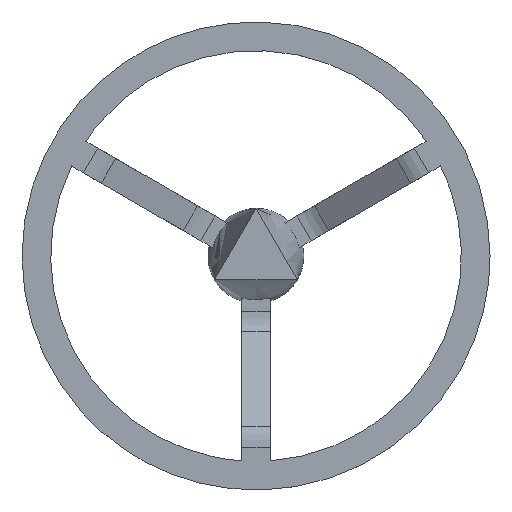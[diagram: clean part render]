
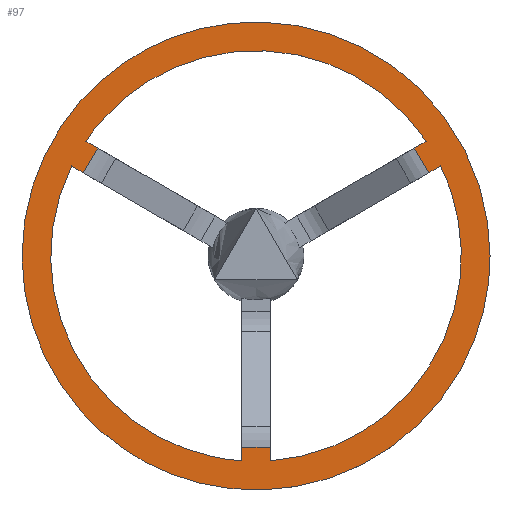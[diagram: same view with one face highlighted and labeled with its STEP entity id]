
A CAD part, top view. The second image highlights one B-rep face of the part: STEP entity #97.
In plain terms, the highlighted free-form (B-spline) face has degree [1, 1] with [2, 2] control points.
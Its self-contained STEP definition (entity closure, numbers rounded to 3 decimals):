
#32 = VERTEX_POINT('',#33);
#33 = CARTESIAN_POINT('',(6.327,3.085,2.622)
  );
#38 = EDGE_CURVE('',#39,#32,#41,.T.);
#39 = VERTEX_POINT('',#40);
#40 = CARTESIAN_POINT('',(0.492,-7.022,2.622)
  );
#41 = ( BOUNDED_CURVE() B_SPLINE_CURVE(2,(#42,#43,#44),.UNSPECIFIED.,.F.
,.F.) B_SPLINE_CURVE_WITH_KNOTS((3,3),(4.782,6.737),
.PIECEWISE_BEZIER_KNOTS.) CURVE() GEOMETRIC_REPRESENTATION_ITEM() 
RATIONAL_B_SPLINE_CURVE((1.,0.559,1.)) REPRESENTATION_ITEM('') 
  );
#42 = CARTESIAN_POINT('',(0.492,-7.022,2.622)
  );
#43 = CARTESIAN_POINT('',(10.901,-6.294,2.622
    ));
#44 = CARTESIAN_POINT('',(6.327,3.085,2.622)
  );
#72 = VERTEX_POINT('',#73);
#73 = CARTESIAN_POINT('',(-5.836,3.937,2.622)
  );
#78 = EDGE_CURVE('',#79,#72,#81,.T.);
#79 = VERTEX_POINT('',#80);
#80 = CARTESIAN_POINT('',(5.836,3.937,2.622)
  );
#81 = ( BOUNDED_CURVE() B_SPLINE_CURVE(2,(#82,#83,#84),.UNSPECIFIED.,.F.
,.F.) B_SPLINE_CURVE_WITH_KNOTS((3,3),(0.593,2.548),
.PIECEWISE_BEZIER_KNOTS.) CURVE() GEOMETRIC_REPRESENTATION_ITEM() 
RATIONAL_B_SPLINE_CURVE((1.,0.559,1.)) REPRESENTATION_ITEM('') 
  );
#82 = CARTESIAN_POINT('',(5.836,3.937,2.622)
  );
#83 = CARTESIAN_POINT('',(0.,12.587,
    2.622));
#84 = CARTESIAN_POINT('',(-5.836,3.937,2.622)
  );
#97 = ADVANCED_FACE('',(#98,#169),#183,.T.);
#98 = FACE_BOUND('',#99,.T.);
#99 = EDGE_LOOP('',(#100,#101,#108,#115,#122,#130,#137,#144,#149,#150,
    #157,#164));
#100 = ORIENTED_EDGE('',*,*,#38,.F.);
#101 = ORIENTED_EDGE('',*,*,#102,.F.);
#102 = EDGE_CURVE('',#103,#39,#105,.T.);
#103 = VERTEX_POINT('',#104);
#104 = CARTESIAN_POINT('',(0.492,-6.554,2.622
    ));
#105 = B_SPLINE_CURVE_WITH_KNOTS('',1,(#106,#107),.UNSPECIFIED.,.F.,.F.,
  (2,2),(0.,0.357),.PIECEWISE_BEZIER_KNOTS.);
#106 = CARTESIAN_POINT('',(0.492,-6.554,2.622
    ));
#107 = CARTESIAN_POINT('',(0.492,-7.022,2.622
    ));
#108 = ORIENTED_EDGE('',*,*,#109,.T.);
#109 = EDGE_CURVE('',#103,#110,#112,.T.);
#110 = VERTEX_POINT('',#111);
#111 = CARTESIAN_POINT('',(-0.492,-6.554,
    2.622));
#112 = B_SPLINE_CURVE_WITH_KNOTS('',1,(#113,#114),.UNSPECIFIED.,.F.,.F.,
  (2,2),(0.,0.75),.PIECEWISE_BEZIER_KNOTS.);
#113 = CARTESIAN_POINT('',(0.492,-6.554,2.622
    ));
#114 = CARTESIAN_POINT('',(-0.492,-6.554,
    2.622));
#115 = ORIENTED_EDGE('',*,*,#116,.T.);
#116 = EDGE_CURVE('',#110,#117,#119,.T.);
#117 = VERTEX_POINT('',#118);
#118 = CARTESIAN_POINT('',(-0.492,-7.022,
    2.622));
#119 = B_SPLINE_CURVE_WITH_KNOTS('',1,(#120,#121),.UNSPECIFIED.,.F.,.F.,
  (2,2),(0.,0.357),.PIECEWISE_BEZIER_KNOTS.);
#120 = CARTESIAN_POINT('',(-0.492,-6.554,
    2.622));
#121 = CARTESIAN_POINT('',(-0.492,-7.022,
    2.622));
#122 = ORIENTED_EDGE('',*,*,#123,.F.);
#123 = EDGE_CURVE('',#124,#117,#126,.T.);
#124 = VERTEX_POINT('',#125);
#125 = CARTESIAN_POINT('',(-6.327,3.085,2.622
    ));
#126 = ( BOUNDED_CURVE() B_SPLINE_CURVE(2,(#127,#128,#129),
.UNSPECIFIED.,.F.,.F.) B_SPLINE_CURVE_WITH_KNOTS((3,3),(2.688,
4.642),.PIECEWISE_BEZIER_KNOTS.) CURVE() 
GEOMETRIC_REPRESENTATION_ITEM() RATIONAL_B_SPLINE_CURVE((1.,
0.559,1.)) REPRESENTATION_ITEM('') );
#127 = CARTESIAN_POINT('',(-6.327,3.085,2.622
    ));
#128 = CARTESIAN_POINT('',(-10.901,-6.294,
    2.622));
#129 = CARTESIAN_POINT('',(-0.492,-7.022,
    2.622));
#130 = ORIENTED_EDGE('',*,*,#131,.F.);
#131 = EDGE_CURVE('',#132,#124,#134,.T.);
#132 = VERTEX_POINT('',#133);
#133 = CARTESIAN_POINT('',(-5.922,2.851,2.622
    ));
#134 = B_SPLINE_CURVE_WITH_KNOTS('',1,(#135,#136),.UNSPECIFIED.,.F.,.F.,
  (2,2),(0.,0.357),.PIECEWISE_BEZIER_KNOTS.);
#135 = CARTESIAN_POINT('',(-5.922,2.851,2.622
    ));
#136 = CARTESIAN_POINT('',(-6.327,3.085,2.622
    ));
#137 = ORIENTED_EDGE('',*,*,#138,.T.);
#138 = EDGE_CURVE('',#132,#139,#141,.T.);
#139 = VERTEX_POINT('',#140);
#140 = CARTESIAN_POINT('',(-5.43,3.703,2.622
    ));
#141 = B_SPLINE_CURVE_WITH_KNOTS('',1,(#142,#143),.UNSPECIFIED.,.F.,.F.,
  (2,2),(0.,0.75),.PIECEWISE_BEZIER_KNOTS.);
#142 = CARTESIAN_POINT('',(-5.922,2.851,2.622
    ));
#143 = CARTESIAN_POINT('',(-5.43,3.703,2.622
    ));
#144 = ORIENTED_EDGE('',*,*,#145,.T.);
#145 = EDGE_CURVE('',#139,#72,#146,.T.);
#146 = B_SPLINE_CURVE_WITH_KNOTS('',1,(#147,#148),.UNSPECIFIED.,.F.,.F.,
  (2,2),(0.,0.357),.PIECEWISE_BEZIER_KNOTS.);
#147 = CARTESIAN_POINT('',(-5.43,3.703,2.622
    ));
#148 = CARTESIAN_POINT('',(-5.836,3.937,2.622
    ));
#149 = ORIENTED_EDGE('',*,*,#78,.F.);
#150 = ORIENTED_EDGE('',*,*,#151,.F.);
#151 = EDGE_CURVE('',#152,#79,#154,.T.);
#152 = VERTEX_POINT('',#153);
#153 = CARTESIAN_POINT('',(5.43,3.703,2.622)
  );
#154 = B_SPLINE_CURVE_WITH_KNOTS('',1,(#155,#156),.UNSPECIFIED.,.F.,.F.,
  (2,2),(0.,0.357),.PIECEWISE_BEZIER_KNOTS.);
#155 = CARTESIAN_POINT('',(5.43,3.703,2.622)
  );
#156 = CARTESIAN_POINT('',(5.836,3.937,2.622)
  );
#157 = ORIENTED_EDGE('',*,*,#158,.T.);
#158 = EDGE_CURVE('',#152,#159,#161,.T.);
#159 = VERTEX_POINT('',#160);
#160 = CARTESIAN_POINT('',(5.922,2.851,2.622)
  );
#161 = B_SPLINE_CURVE_WITH_KNOTS('',1,(#162,#163),.UNSPECIFIED.,.F.,.F.,
  (2,2),(0.,0.75),.PIECEWISE_BEZIER_KNOTS.);
#162 = CARTESIAN_POINT('',(5.43,3.703,2.622)
  );
#163 = CARTESIAN_POINT('',(5.922,2.851,2.622)
  );
#164 = ORIENTED_EDGE('',*,*,#165,.T.);
#165 = EDGE_CURVE('',#159,#32,#166,.T.);
#166 = B_SPLINE_CURVE_WITH_KNOTS('',1,(#167,#168),.UNSPECIFIED.,.F.,.F.,
  (2,2),(0.,0.357),.PIECEWISE_BEZIER_KNOTS.);
#167 = CARTESIAN_POINT('',(5.922,2.851,2.622)
  );
#168 = CARTESIAN_POINT('',(6.327,3.085,2.622)
  );
#169 = FACE_BOUND('',#170,.T.);
#170 = EDGE_LOOP('',(#171));
#171 = ORIENTED_EDGE('',*,*,#172,.T.);
#172 = EDGE_CURVE('',#173,#173,#175,.T.);
#173 = VERTEX_POINT('',#174);
#174 = CARTESIAN_POINT('',(8.023,0.,2.622));
#175 = ( BOUNDED_CURVE() B_SPLINE_CURVE(2,(#176,#177,#178,#179,#180,#181
,#182),.UNSPECIFIED.,.T.,.F.) B_SPLINE_CURVE_WITH_KNOTS((1,2,2,2,2,1),(
    -2.094,0.,2.094,4.189,6.283,
8.378),.UNSPECIFIED.) CURVE() GEOMETRIC_REPRESENTATION_ITEM() 
RATIONAL_B_SPLINE_CURVE((1.,0.5,1.,0.5,1.,0.5,1.)) REPRESENTATION_ITEM(
  '') );
#176 = CARTESIAN_POINT('',(8.023,0.,2.622));
#177 = CARTESIAN_POINT('',(8.023,13.895,2.622
    ));
#178 = CARTESIAN_POINT('',(-4.011,6.948,2.622
    ));
#179 = CARTESIAN_POINT('',(-16.045,0.,
    2.622));
#180 = CARTESIAN_POINT('',(-4.011,-6.948,
    2.622));
#181 = CARTESIAN_POINT('',(8.023,-13.895,2.622
    ));
#182 = CARTESIAN_POINT('',(8.023,0.,2.622));
#183 = B_SPLINE_SURFACE_WITH_KNOTS('',1,1,(
    (#184,#185)
    ,(#186,#187
    )),.UNSPECIFIED.,.F.,.F.,.F.,(2,2),(2,2),(-11.49,0.75),(-6.12,6.12),
  .PIECEWISE_BEZIER_KNOTS.);
#184 = CARTESIAN_POINT('',(-8.023,-8.023,
    2.622));
#185 = CARTESIAN_POINT('',(-8.023,8.023,2.622
    ));
#186 = CARTESIAN_POINT('',(8.023,-8.023,2.622
    ));
#187 = CARTESIAN_POINT('',(8.023,8.023,2.622)
  );
